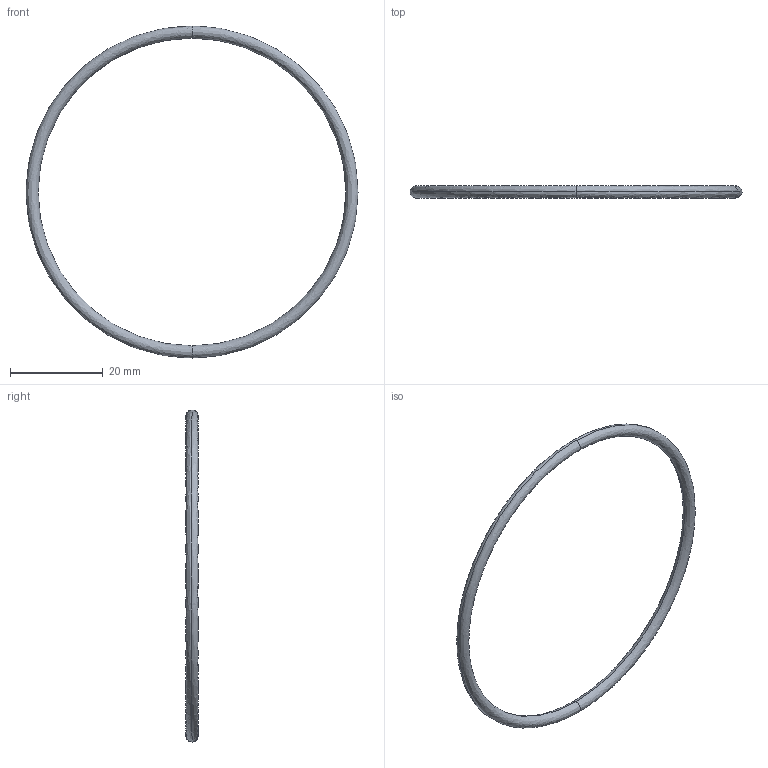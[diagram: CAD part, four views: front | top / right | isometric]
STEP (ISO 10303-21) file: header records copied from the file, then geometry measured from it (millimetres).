
FILE_DESCRIPTION (( 'STEP AP203' ), '1' );
FILE_NAME ('ring_Filter Box v5 02 for 3D print.STEP', '2020-04-01T17:16:17', ( '' ), ( '' ), 'SwSTEP 2.0', 'SolidWorks 2014', '' );
FILE_SCHEMA (( 'CONFIG_CONTROL_DESIGN' ));
Length unit declared in the file: millimetre
Products named in the file (1): ring_Filter Box v5 02 for 3D print
Bounding box: 71.58 x 2.62 x 71.58 mm (x, y, z)
Volume: 1168 mm3; surface area: 1783.2 mm2
Topology: 1 solids, 1 shells, 4 faces, 8 edges, 4 vertices
Faces by surface type: bspline 4
Entity records: 233 total; most frequent: CARTESIAN_POINT 77, DIRECTION 18, ORIENTED_EDGE 16, AXIS2_PLACEMENT_3D 9, PERSON_AND_ORGANIZATION 8, EDGE_CURVE 8, CIRCLE 8, CC_DESIGN_PERSON_AND_ORGANIZATION_ASSIGNMENT 5
